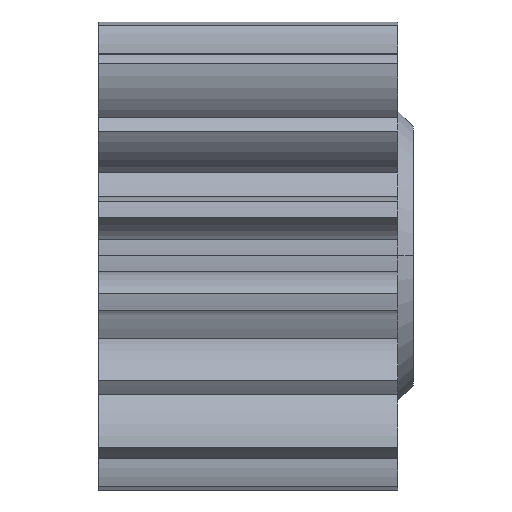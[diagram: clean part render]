
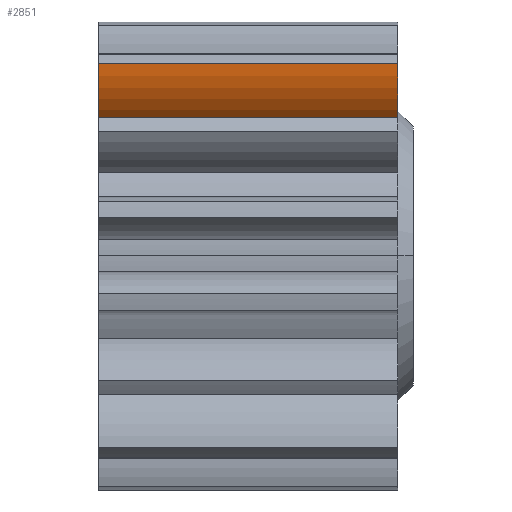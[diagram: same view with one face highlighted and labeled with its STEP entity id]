
A CAD part, top view. The second image highlights one B-rep face of the part: STEP entity #2851.
In plain terms, the highlighted cylindrical face has radius 4.064 mm (diameter 8.128 mm), a partial arc.
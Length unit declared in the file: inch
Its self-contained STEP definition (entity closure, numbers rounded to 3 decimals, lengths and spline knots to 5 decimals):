
#32 = DIRECTION ( 'NONE',  ( 0., 0., 1. ) ) ;
#168 = CARTESIAN_POINT ( 'NONE',  ( 0.568, 0.25975, 0.21627 ) ) ;
#197 = VECTOR ( 'NONE', #764, 39.37008 ) ;
#211 = LINE ( 'NONE', #1717, #197 ) ;
#229 = CIRCLE ( 'NONE', #2688, 0.16 ) ;
#333 = CYLINDRICAL_SURFACE ( 'NONE', #730, 0.16 ) ;
#355 = CARTESIAN_POINT ( 'NONE',  ( 0., 0.25975, 0.21627 ) ) ;
#423 = VECTOR ( 'NONE', #1689, 39.37008 ) ;
#430 = LINE ( 'NONE', #1527, #423 ) ;
#445 = CIRCLE ( 'NONE', #1979, 0.16 ) ;
#564 = EDGE_CURVE ( 'NONE', #1930, #1034, #430, .T. ) ;
#730 = AXIS2_PLACEMENT_3D ( 'NONE', #1062, #1294, #1522 ) ;
#764 = DIRECTION ( 'NONE',  ( 1., 0., 0. ) ) ;
#925 = CARTESIAN_POINT ( 'NONE',  ( 0., 0.37319, 0.10343 ) ) ;
#1034 = VERTEX_POINT ( 'NONE', #1888 ) ;
#1062 = CARTESIAN_POINT ( 'NONE',  ( 0.568, 0.37319, 0.10343 ) ) ;
#1142 = EDGE_CURVE ( 'NONE', #2675, #1930, #229, .T. ) ;
#1169 = DIRECTION ( 'NONE',  ( 0., 0., 1. ) ) ;
#1206 = EDGE_CURVE ( 'NONE', #1445, #2675, #211, .T. ) ;
#1241 = EDGE_LOOP ( 'NONE', ( #2124, #1727, #1744, #1771 ) ) ;
#1294 = DIRECTION ( 'NONE',  ( -1., 0., 0. ) ) ;
#1445 = VERTEX_POINT ( 'NONE', #355 ) ;
#1451 = DIRECTION ( 'NONE',  ( -1., 0., 0. ) ) ;
#1522 = DIRECTION ( 'NONE',  ( 0., 0., 1. ) ) ;
#1527 = CARTESIAN_POINT ( 'NONE',  ( 0.568, 0.36498, 0.26322 ) ) ;
#1689 = DIRECTION ( 'NONE',  ( -1., 0., 0. ) ) ;
#1717 = CARTESIAN_POINT ( 'NONE',  ( 0.568, 0.25975, 0.21627 ) ) ;
#1727 = ORIENTED_EDGE ( 'NONE', *, *, #1142, .T. ) ;
#1744 = ORIENTED_EDGE ( 'NONE', *, *, #564, .T. ) ;
#1771 = ORIENTED_EDGE ( 'NONE', *, *, #2330, .T. ) ;
#1888 = CARTESIAN_POINT ( 'NONE',  ( 0., 0.36498, 0.26322 ) ) ;
#1930 = VERTEX_POINT ( 'NONE', #1973 ) ;
#1973 = CARTESIAN_POINT ( 'NONE',  ( 0.568, 0.36498, 0.26322 ) ) ;
#1979 = AXIS2_PLACEMENT_3D ( 'NONE', #925, #2564, #1169 ) ;
#2124 = ORIENTED_EDGE ( 'NONE', *, *, #1206, .T. ) ;
#2330 = EDGE_CURVE ( 'NONE', #1034, #1445, #445, .T. ) ;
#2353 = FACE_OUTER_BOUND ( 'NONE', #1241, .T. ) ;
#2564 = DIRECTION ( 'NONE',  ( 1., 0., 0. ) ) ;
#2675 = VERTEX_POINT ( 'NONE', #168 ) ;
#2688 = AXIS2_PLACEMENT_3D ( 'NONE', #2845, #1451, #32 ) ;
#2845 = CARTESIAN_POINT ( 'NONE',  ( 0.568, 0.37319, 0.10343 ) ) ;
#2851 = ADVANCED_FACE ( 'NONE', ( #2353 ), #333, .T. ) ;
